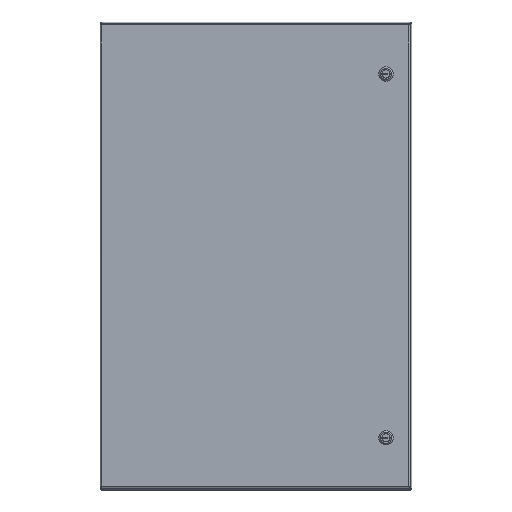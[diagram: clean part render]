
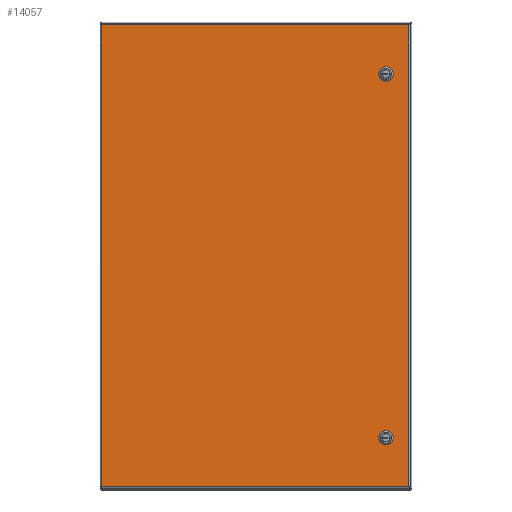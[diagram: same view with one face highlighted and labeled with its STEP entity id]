
A CAD part, top view. The second image highlights one B-rep face of the part: STEP entity #14057.
In plain terms, the highlighted face is planar.
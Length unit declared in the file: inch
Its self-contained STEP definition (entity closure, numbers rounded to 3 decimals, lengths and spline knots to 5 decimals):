
#542=FACE_BOUND('',#2824,.T.);
#543=FACE_BOUND('',#2825,.T.);
#756=CIRCLE('',#14895,0.453);
#758=CIRCLE('',#14899,0.453);
#760=CIRCLE('',#14903,0.453);
#762=CIRCLE('',#14907,0.453);
#764=CIRCLE('',#14911,0.453);
#766=CIRCLE('',#14915,0.453);
#768=CIRCLE('',#14919,0.453);
#770=CIRCLE('',#14923,0.453);
#1372=PLANE('',#14965);
#1899=FACE_OUTER_BOUND('',#2823,.T.);
#2823=EDGE_LOOP('',(#10362,#10363,#10364,#10365));
#2824=EDGE_LOOP('',(#10366,#10367,#10368,#10369,#10370,#10371,#10372,#10373));
#2825=EDGE_LOOP('',(#10374,#10375,#10376,#10377,#10378,#10379,#10380,#10381));
#4135=LINE('',#22659,#5216);
#4139=LINE('',#22671,#5220);
#4143=LINE('',#22683,#5224);
#4147=LINE('',#22693,#5228);
#4151=LINE('',#22707,#5232);
#4155=LINE('',#22719,#5236);
#4159=LINE('',#22731,#5240);
#4163=LINE('',#22741,#5244);
#4211=LINE('',#22847,#5292);
#4217=LINE('',#22929,#5298);
#4232=LINE('',#23029,#5313);
#4247=LINE('',#23128,#5328);
#5216=VECTOR('',#16707,0.42525);
#5220=VECTOR('',#16719,0.42525);
#5224=VECTOR('',#16731,0.42525);
#5228=VECTOR('',#16743,0.42525);
#5232=VECTOR('',#16755,0.42525);
#5236=VECTOR('',#16767,0.42525);
#5240=VECTOR('',#16779,0.42525);
#5244=VECTOR('',#16791,0.42525);
#5292=VECTOR('',#16873,35.5395);
#5298=VECTOR('',#16885,23.6645);
#5313=VECTOR('',#16914,35.5395);
#5328=VECTOR('',#16943,23.6645);
#6309=VERTEX_POINT('',#22650);
#6310=VERTEX_POINT('',#22652);
#6312=VERTEX_POINT('',#22658);
#6314=VERTEX_POINT('',#22664);
#6316=VERTEX_POINT('',#22670);
#6318=VERTEX_POINT('',#22676);
#6320=VERTEX_POINT('',#22682);
#6322=VERTEX_POINT('',#22688);
#6325=VERTEX_POINT('',#22698);
#6326=VERTEX_POINT('',#22700);
#6328=VERTEX_POINT('',#22706);
#6330=VERTEX_POINT('',#22712);
#6332=VERTEX_POINT('',#22718);
#6334=VERTEX_POINT('',#22724);
#6336=VERTEX_POINT('',#22730);
#6338=VERTEX_POINT('',#22736);
#6371=VERTEX_POINT('',#22838);
#6372=VERTEX_POINT('',#22846);
#6377=VERTEX_POINT('',#22921);
#6387=VERTEX_POINT('',#23021);
#7737=EDGE_CURVE('',#6310,#6309,#756,.T.);
#7740=EDGE_CURVE('',#6312,#6310,#4135,.T.);
#7743=EDGE_CURVE('',#6314,#6312,#758,.T.);
#7746=EDGE_CURVE('',#6316,#6314,#4139,.T.);
#7749=EDGE_CURVE('',#6318,#6316,#760,.T.);
#7752=EDGE_CURVE('',#6320,#6318,#4143,.T.);
#7755=EDGE_CURVE('',#6322,#6320,#762,.T.);
#7758=EDGE_CURVE('',#6309,#6322,#4147,.T.);
#7761=EDGE_CURVE('',#6326,#6325,#764,.T.);
#7764=EDGE_CURVE('',#6328,#6326,#4151,.T.);
#7767=EDGE_CURVE('',#6330,#6328,#766,.T.);
#7770=EDGE_CURVE('',#6332,#6330,#4155,.T.);
#7773=EDGE_CURVE('',#6334,#6332,#768,.T.);
#7776=EDGE_CURVE('',#6336,#6334,#4159,.T.);
#7779=EDGE_CURVE('',#6338,#6336,#770,.T.);
#7782=EDGE_CURVE('',#6325,#6338,#4163,.T.);
#7831=EDGE_CURVE('',#6372,#6371,#4211,.T.);
#7841=EDGE_CURVE('',#6371,#6377,#4217,.T.);
#7860=EDGE_CURVE('',#6377,#6387,#4232,.T.);
#7879=EDGE_CURVE('',#6387,#6372,#4247,.T.);
#10362=ORIENTED_EDGE('',*,*,#7831,.T.);
#10363=ORIENTED_EDGE('',*,*,#7841,.T.);
#10364=ORIENTED_EDGE('',*,*,#7860,.T.);
#10365=ORIENTED_EDGE('',*,*,#7879,.T.);
#10366=ORIENTED_EDGE('',*,*,#7737,.T.);
#10367=ORIENTED_EDGE('',*,*,#7758,.T.);
#10368=ORIENTED_EDGE('',*,*,#7755,.T.);
#10369=ORIENTED_EDGE('',*,*,#7752,.T.);
#10370=ORIENTED_EDGE('',*,*,#7749,.T.);
#10371=ORIENTED_EDGE('',*,*,#7746,.T.);
#10372=ORIENTED_EDGE('',*,*,#7743,.T.);
#10373=ORIENTED_EDGE('',*,*,#7740,.T.);
#10374=ORIENTED_EDGE('',*,*,#7761,.T.);
#10375=ORIENTED_EDGE('',*,*,#7782,.T.);
#10376=ORIENTED_EDGE('',*,*,#7779,.T.);
#10377=ORIENTED_EDGE('',*,*,#7776,.T.);
#10378=ORIENTED_EDGE('',*,*,#7773,.T.);
#10379=ORIENTED_EDGE('',*,*,#7770,.T.);
#10380=ORIENTED_EDGE('',*,*,#7767,.T.);
#10381=ORIENTED_EDGE('',*,*,#7764,.T.);
#14057=ADVANCED_FACE('',(#1899,#542,#543),#1372,.F.);
#14895=AXIS2_PLACEMENT_3D('',#22653,#16701,#16702);
#14899=AXIS2_PLACEMENT_3D('',#22665,#16713,#16714);
#14903=AXIS2_PLACEMENT_3D('',#22677,#16725,#16726);
#14907=AXIS2_PLACEMENT_3D('',#22689,#16737,#16738);
#14911=AXIS2_PLACEMENT_3D('',#22701,#16749,#16750);
#14915=AXIS2_PLACEMENT_3D('',#22713,#16761,#16762);
#14919=AXIS2_PLACEMENT_3D('',#22725,#16773,#16774);
#14923=AXIS2_PLACEMENT_3D('',#22737,#16785,#16786);
#14965=AXIS2_PLACEMENT_3D('',#23214,#16968,#16969);
#16701=DIRECTION('center_axis',(0.,0.,1.));
#16702=DIRECTION('ref_axis',(-0.469,-0.883,0.));
#16707=DIRECTION('',(0.,1.,0.));
#16713=DIRECTION('center_axis',(0.,0.,1.));
#16714=DIRECTION('ref_axis',(-0.883,0.469,0.));
#16719=DIRECTION('',(1.,0.,0.));
#16725=DIRECTION('center_axis',(0.,0.,1.));
#16726=DIRECTION('ref_axis',(0.469,0.883,0.));
#16731=DIRECTION('',(0.,-1.,0.));
#16737=DIRECTION('center_axis',(0.,0.,1.));
#16738=DIRECTION('ref_axis',(0.883,-0.469,0.));
#16743=DIRECTION('',(-1.,0.,0.));
#16749=DIRECTION('center_axis',(0.,0.,1.));
#16750=DIRECTION('ref_axis',(-0.469,-0.883,0.));
#16755=DIRECTION('',(0.,1.,0.));
#16761=DIRECTION('center_axis',(0.,0.,1.));
#16762=DIRECTION('ref_axis',(-0.883,0.469,0.));
#16767=DIRECTION('',(1.,0.,0.));
#16773=DIRECTION('center_axis',(0.,0.,1.));
#16774=DIRECTION('ref_axis',(0.469,0.883,0.));
#16779=DIRECTION('',(0.,-1.,0.));
#16785=DIRECTION('center_axis',(0.,0.,1.));
#16786=DIRECTION('ref_axis',(0.883,-0.469,0.));
#16791=DIRECTION('',(-1.,0.,0.));
#16873=DIRECTION('',(0.,-1.,0.));
#16885=DIRECTION('',(-1.,0.,0.));
#16914=DIRECTION('',(0.,1.,0.));
#16943=DIRECTION('',(1.,0.,0.));
#16968=DIRECTION('center_axis',(0.,0.,1.));
#16969=DIRECTION('ref_axis',(1.,0.,0.));
#22650=CARTESIAN_POINT('',(2.08762,4.275,0.));
#22652=CARTESIAN_POINT('',(2.275,4.08762,0.));
#22653=CARTESIAN_POINT('Origin',(1.875,3.875,0.));
#22658=CARTESIAN_POINT('',(2.275,3.66238,0.));
#22659=CARTESIAN_POINT('',(2.275,10.98131,0.));
#22664=CARTESIAN_POINT('',(2.08762,3.475,0.));
#22665=CARTESIAN_POINT('Origin',(1.875,3.875,0.));
#22670=CARTESIAN_POINT('',(1.66238,3.475,0.));
#22671=CARTESIAN_POINT('',(7.01256,3.475,0.));
#22676=CARTESIAN_POINT('',(1.475,3.66238,0.));
#22677=CARTESIAN_POINT('Origin',(1.875,3.875,0.));
#22682=CARTESIAN_POINT('',(1.475,4.08762,0.));
#22683=CARTESIAN_POINT('',(1.475,10.76869,0.));
#22688=CARTESIAN_POINT('',(1.66238,4.275,0.));
#22689=CARTESIAN_POINT('Origin',(1.875,3.875,0.));
#22693=CARTESIAN_POINT('',(6.79994,4.275,0.));
#22698=CARTESIAN_POINT('',(2.08762,32.275,0.));
#22700=CARTESIAN_POINT('',(2.275,32.08762,0.));
#22701=CARTESIAN_POINT('Origin',(1.875,31.875,0.));
#22706=CARTESIAN_POINT('',(2.275,31.66238,0.));
#22707=CARTESIAN_POINT('',(2.275,24.98131,0.));
#22712=CARTESIAN_POINT('',(2.08762,31.475,0.));
#22713=CARTESIAN_POINT('Origin',(1.875,31.875,0.));
#22718=CARTESIAN_POINT('',(1.66238,31.475,0.));
#22719=CARTESIAN_POINT('',(7.01256,31.475,0.));
#22724=CARTESIAN_POINT('',(1.475,31.66238,0.));
#22725=CARTESIAN_POINT('Origin',(1.875,31.875,0.));
#22730=CARTESIAN_POINT('',(1.475,32.08762,0.));
#22731=CARTESIAN_POINT('',(1.475,24.76869,0.));
#22736=CARTESIAN_POINT('',(1.66238,32.275,0.));
#22737=CARTESIAN_POINT('Origin',(1.875,31.875,0.));
#22741=CARTESIAN_POINT('',(6.79994,32.275,0.));
#22838=CARTESIAN_POINT('',(23.76975,0.10525,0.));
#22846=CARTESIAN_POINT('',(23.76975,35.64475,0.));
#22847=CARTESIAN_POINT('',(23.76975,26.75988,0.));
#22921=CARTESIAN_POINT('',(0.10525,0.10525,0.));
#22929=CARTESIAN_POINT('',(17.85363,0.10525,0.));
#23021=CARTESIAN_POINT('',(0.10525,35.64475,0.));
#23029=CARTESIAN_POINT('',(0.10525,8.99013,0.));
#23128=CARTESIAN_POINT('',(6.02137,35.64475,0.));
#23214=CARTESIAN_POINT('Origin',(11.9375,17.875,0.));
